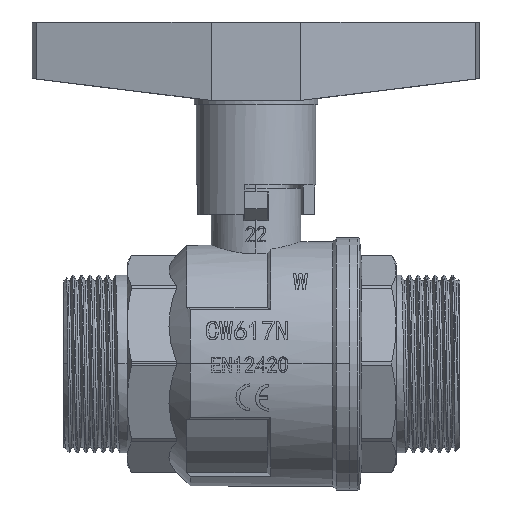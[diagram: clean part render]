
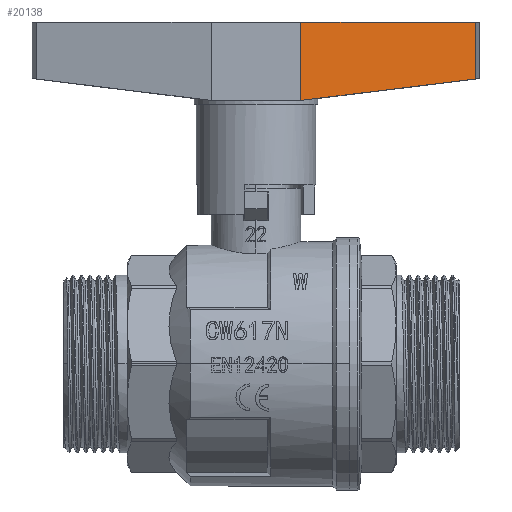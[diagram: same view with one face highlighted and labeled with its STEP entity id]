
A CAD part, top view. The second image highlights one B-rep face of the part: STEP entity #20138.
In plain terms, the highlighted face is planar.
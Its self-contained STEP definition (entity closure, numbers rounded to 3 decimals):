
#1816=LINE('',#67693,#3001);
#1829=LINE('',#67737,#3014);
#1830=LINE('',#67739,#3015);
#1831=LINE('',#67741,#3016);
#3001=VECTOR('',#25237,1000.);
#3014=VECTOR('',#25262,1000.);
#3015=VECTOR('',#25265,1000.);
#3016=VECTOR('',#25266,1000.);
#3807=PLANE('',#21779);
#8802=ORIENTED_EDGE('',*,*,#12796,.F.);
#8803=ORIENTED_EDGE('',*,*,#12779,.F.);
#8804=ORIENTED_EDGE('',*,*,#12795,.T.);
#8805=ORIENTED_EDGE('',*,*,#12797,.T.);
#12779=EDGE_CURVE('',#15117,#15118,#1816,.T.);
#12795=EDGE_CURVE('',#15117,#15128,#1829,.T.);
#12796=EDGE_CURVE('',#15118,#15129,#1830,.T.);
#12797=EDGE_CURVE('',#15128,#15129,#1831,.T.);
#15117=VERTEX_POINT('',#67692);
#15118=VERTEX_POINT('',#67694);
#15128=VERTEX_POINT('',#67736);
#15129=VERTEX_POINT('',#67740);
#17679=EDGE_LOOP('',(#8802,#8803,#8804,#8805));
#18920=FACE_BOUND('',#17679,.T.);
#20138=ADVANCED_FACE('',(#18920),#3807,.F.);
#21779=AXIS2_PLACEMENT_3D('',#67738,#25263,#25264);
#25237=DIRECTION('',(0.,0.,1.));
#25262=DIRECTION('',(0.982,-0.189,0.));
#25263=DIRECTION('',(0.189,0.982,0.));
#25264=DIRECTION('',(0.982,-0.189,0.));
#25265=DIRECTION('',(0.975,-0.188,0.12));
#25266=DIRECTION('',(0.,0.,1.));
#67692=CARTESIAN_POINT('',(-58.77,-10.,0.));
#67693=CARTESIAN_POINT('',(-58.77,-10.,0.));
#67694=CARTESIAN_POINT('',(-58.77,-10.,15.151));
#67736=CARTESIAN_POINT('',(-12.,-19.,0.));
#67737=CARTESIAN_POINT('',(-58.77,-10.,0.));
#67738=CARTESIAN_POINT('',(-58.77,-10.,0.));
#67739=CARTESIAN_POINT('',(-58.77,-10.,15.151));
#67740=CARTESIAN_POINT('',(-12.,-19.,20.9));
#67741=CARTESIAN_POINT('',(-12.,-19.,0.));
